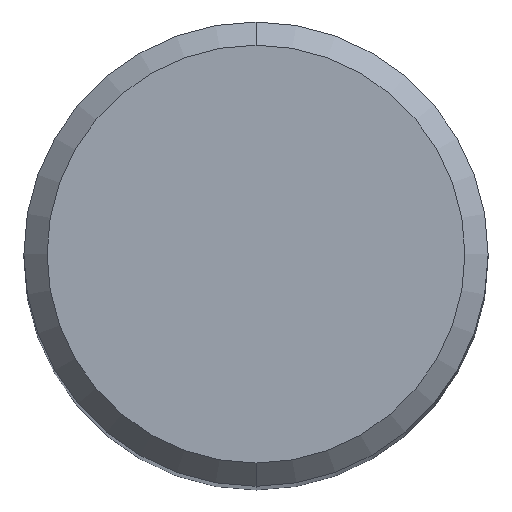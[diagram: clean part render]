
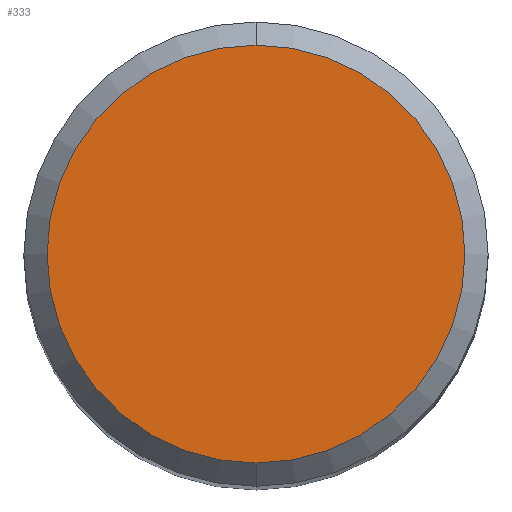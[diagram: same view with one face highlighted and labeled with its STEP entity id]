
A CAD part, top view. The second image highlights one B-rep face of the part: STEP entity #333.
In plain terms, the highlighted planar face has unit normal (0, 0, 1).
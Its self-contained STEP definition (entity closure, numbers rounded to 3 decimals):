
#183=VERTEX_POINT('',#490);
#253=EDGE_CURVE('',#307,#183,#570,.T.);
#307=VERTEX_POINT('',#631);
#333=ADVANCED_FACE('',(#657),#658,.T.);
#373=EDGE_CURVE('',#183,#307,#699,.T.);
#490=CARTESIAN_POINT('',(0.,-4.5,0.0));
#570=CIRCLE('',#965,4.5);
#631=CARTESIAN_POINT('',(0.0,4.5,0.0));
#657=FACE_OUTER_BOUND('',#1146,.T.);
#658=PLANE('',#1147);
#699=CIRCLE('',#1210,4.5);
#965=AXIS2_PLACEMENT_3D('',#1597,#1598,#1599);
#1146=EDGE_LOOP('',(#1690,#1691));
#1147=AXIS2_PLACEMENT_3D('',#1692,#1693,#1694);
#1210=AXIS2_PLACEMENT_3D('',#1720,#1721,#1722);
#1597=CARTESIAN_POINT('',(0.0,0.0,0.0));
#1598=DIRECTION('',(0.0,0.0,-1.0));
#1599=DIRECTION('',(0.0,1.0,0.0));
#1690=ORIENTED_EDGE('',*,*,#253,.F.);
#1691=ORIENTED_EDGE('',*,*,#373,.F.);
#1692=CARTESIAN_POINT('',(0.0,2.25,0.0));
#1693=DIRECTION('',(-0.0,0.0,1.0));
#1694=DIRECTION('',(0.0,-1.0,0.0));
#1720=CARTESIAN_POINT('',(0.0,0.0,0.0));
#1721=DIRECTION('',(0.0,0.0,-1.0));
#1722=DIRECTION('',(0.0,1.0,0.0));
